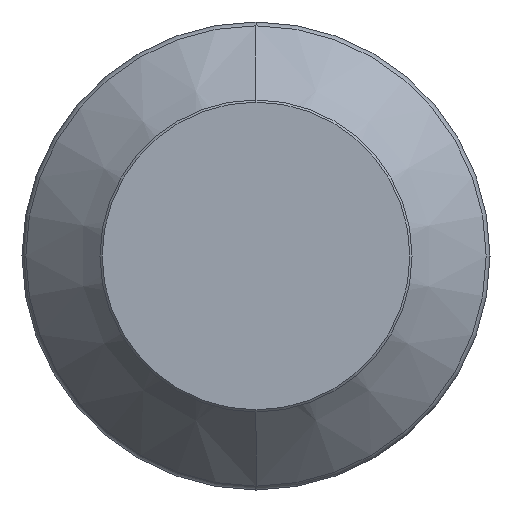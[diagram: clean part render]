
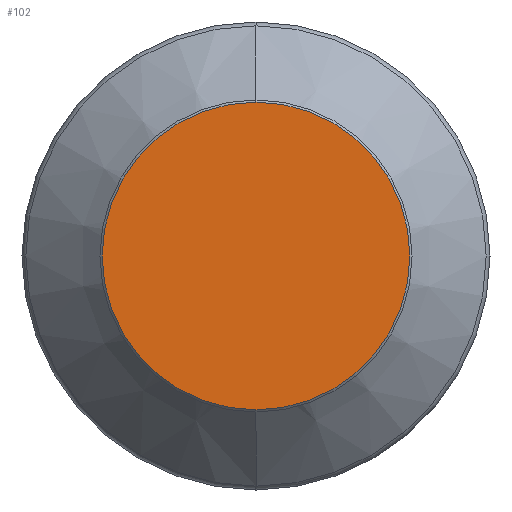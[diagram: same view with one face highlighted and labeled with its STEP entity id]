
A CAD part, left-side view. The second image highlights one B-rep face of the part: STEP entity #102.
In plain terms, the highlighted planar face has unit normal (-1, 0, 0).
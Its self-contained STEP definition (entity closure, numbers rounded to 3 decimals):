
#10 = CARTESIAN_POINT ( 'NONE',  ( 0., 0., 21.7 ) ) ;
#12 = CIRCLE ( 'NONE', #258, 21.7 ) ;
#90 = EDGE_LOOP ( 'NONE', ( #995, #504 ) ) ;
#102 = ADVANCED_FACE ( 'NONE', ( #233 ), #1034, .F. ) ;
#152 = DIRECTION ( 'NONE',  ( 0., 0., 1. ) ) ;
#180 = DIRECTION ( 'NONE',  ( 1., 0., 0. ) ) ;
#201 = AXIS2_PLACEMENT_3D ( 'NONE', #452, #609, #527 ) ;
#202 = CARTESIAN_POINT ( 'NONE',  ( 0., 0., -21.7 ) ) ;
#233 = FACE_OUTER_BOUND ( 'NONE', #90, .T. ) ;
#258 = AXIS2_PLACEMENT_3D ( 'NONE', #404, #573, #152 ) ;
#259 = DIRECTION ( 'NONE',  ( 0., 0., -1. ) ) ;
#291 = VERTEX_POINT ( 'NONE', #202 ) ;
#404 = CARTESIAN_POINT ( 'NONE',  ( 0., 0., 0. ) ) ;
#452 = CARTESIAN_POINT ( 'NONE',  ( 0., 0., 0. ) ) ;
#504 = ORIENTED_EDGE ( 'NONE', *, *, #853, .T. ) ;
#527 = DIRECTION ( 'NONE',  ( 0., 0., 1. ) ) ;
#573 = DIRECTION ( 'NONE',  ( -1., 0., 0. ) ) ;
#609 = DIRECTION ( 'NONE',  ( -1., 0., 0. ) ) ;
#672 = CIRCLE ( 'NONE', #201, 21.7 ) ;
#717 = EDGE_CURVE ( 'NONE', #291, #786, #12, .T. ) ;
#775 = CARTESIAN_POINT ( 'NONE',  ( 0., 0., 0. ) ) ;
#786 = VERTEX_POINT ( 'NONE', #10 ) ;
#853 = EDGE_CURVE ( 'NONE', #786, #291, #672, .T. ) ;
#995 = ORIENTED_EDGE ( 'NONE', *, *, #717, .T. ) ;
#1034 = PLANE ( 'NONE',  #1055 ) ;
#1055 = AXIS2_PLACEMENT_3D ( 'NONE', #775, #180, #259 ) ;
